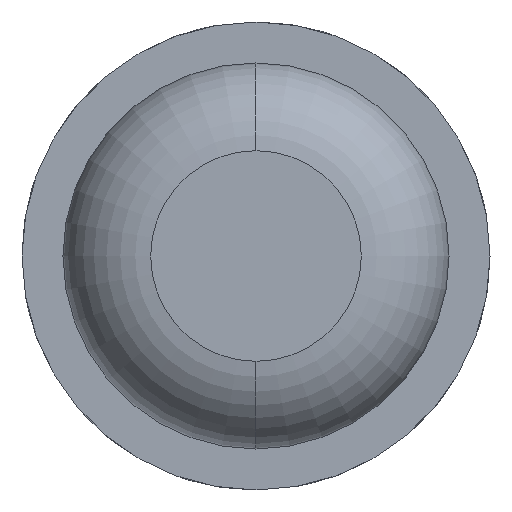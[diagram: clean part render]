
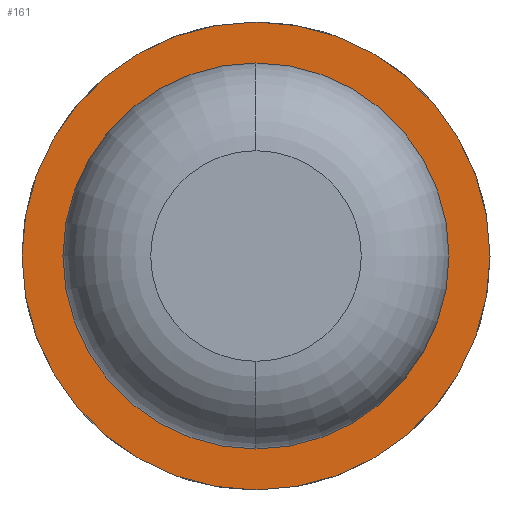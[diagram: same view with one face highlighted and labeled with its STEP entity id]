
A CAD part, front view. The second image highlights one B-rep face of the part: STEP entity #161.
In plain terms, the highlighted planar face has unit normal (0, -1, 0).
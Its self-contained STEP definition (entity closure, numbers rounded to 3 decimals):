
#84 = DIRECTION ( 'NONE',  ( 0., 0., -1. ) ) ;
#161 = ADVANCED_FACE ( 'Defeature ausgef�hrt1_5', ( #987, #516 ), #2912, .T. ) ;
#194 = AXIS2_PLACEMENT_3D ( 'NONE', #4573, #1623, #1603 ) ;
#214 = AXIS2_PLACEMENT_3D ( 'NONE', #4113, #386, #2468 ) ;
#386 = DIRECTION ( 'NONE',  ( 0., 1., 0. ) ) ;
#443 = CARTESIAN_POINT ( 'NONE',  ( 0., -3., 0. ) ) ;
#460 = DIRECTION ( 'NONE',  ( 0., -1., 0. ) ) ;
#507 = VERTEX_POINT ( 'NONE', #3100 ) ;
#516 = FACE_OUTER_BOUND ( 'NONE', #3005, .T. ) ;
#987 = FACE_BOUND ( 'NONE', #1824, .T. ) ;
#1045 = DIRECTION ( 'NONE',  ( 0., 0., 1. ) ) ;
#1399 = CARTESIAN_POINT ( 'NONE',  ( 0., -3., 0.825 ) ) ;
#1415 = CARTESIAN_POINT ( 'NONE',  ( 0., -3., 0. ) ) ;
#1543 = CARTESIAN_POINT ( 'NONE',  ( 0., -3., -0.825 ) ) ;
#1603 = DIRECTION ( 'NONE',  ( 0., 0., -1. ) ) ;
#1623 = DIRECTION ( 'NONE',  ( 0., -1., 0. ) ) ;
#1658 = CIRCLE ( 'NONE', #4969, 1. ) ;
#1784 = DIRECTION ( 'NONE',  ( 0., -1., 0. ) ) ;
#1824 = EDGE_LOOP ( 'NONE', ( #4627, #1834 ) ) ;
#1834 = ORIENTED_EDGE ( 'NONE', *, *, #2726, .F. ) ;
#2134 = CIRCLE ( 'NONE', #2955, 0.825 ) ;
#2160 = CARTESIAN_POINT ( 'NONE',  ( 0., -3., 1. ) ) ;
#2468 = DIRECTION ( 'NONE',  ( 0., 0., 1. ) ) ;
#2488 = CIRCLE ( 'NONE', #4459, 0.825 ) ;
#2726 = EDGE_CURVE ( 'Defeature ausgef�hrt1_1+Defeature ausgef�hrt1_5+Defeature ausgef�hrt1_5+Defeature ausgef�hrt1_5', #2927, #4674, #2488, .T. ) ;
#2740 = EDGE_CURVE ( 'Defeature ausgef�hrt1_1+Defeature ausgef�hrt1_5+Defeature ausgef�hrt1_5+Defeature ausgef�hrt1_5', #4674, #2927, #2134, .T. ) ;
#2786 = DIRECTION ( 'NONE',  ( 0., 1., 0. ) ) ;
#2912 = PLANE ( 'NONE',  #194 ) ;
#2927 = VERTEX_POINT ( 'NONE', #1543 ) ;
#2955 = AXIS2_PLACEMENT_3D ( 'NONE', #443, #460, #84 ) ;
#3005 = EDGE_LOOP ( 'NONE', ( #4199, #5484 ) ) ;
#3100 = CARTESIAN_POINT ( 'NONE',  ( 0., -3., -1. ) ) ;
#3307 = EDGE_CURVE ( 'Defeature ausgef�hrt1_6+Defeature ausgef�hrt1_5+Defeature ausgef�hrt1_5+Defeature ausgef�hrt1_5', #507, #3495, #1658, .T. ) ;
#3485 = CARTESIAN_POINT ( 'NONE',  ( 0., -3., 0. ) ) ;
#3495 = VERTEX_POINT ( 'NONE', #2160 ) ;
#3835 = EDGE_CURVE ( 'Defeature ausgef�hrt1_6+Defeature ausgef�hrt1_5+Defeature ausgef�hrt1_5+Defeature ausgef�hrt1_5', #3495, #507, #3846, .T. ) ;
#3846 = CIRCLE ( 'NONE', #214, 1. ) ;
#4113 = CARTESIAN_POINT ( 'NONE',  ( 0., -3., 0. ) ) ;
#4199 = ORIENTED_EDGE ( 'NONE', *, *, #3835, .F. ) ;
#4459 = AXIS2_PLACEMENT_3D ( 'NONE', #3485, #1784, #5140 ) ;
#4573 = CARTESIAN_POINT ( 'NONE',  ( -1., -3., 0. ) ) ;
#4627 = ORIENTED_EDGE ( 'NONE', *, *, #2740, .F. ) ;
#4674 = VERTEX_POINT ( 'NONE', #1399 ) ;
#4969 = AXIS2_PLACEMENT_3D ( 'NONE', #1415, #2786, #1045 ) ;
#5140 = DIRECTION ( 'NONE',  ( 0., 0., -1. ) ) ;
#5484 = ORIENTED_EDGE ( 'NONE', *, *, #3307, .F. ) ;
